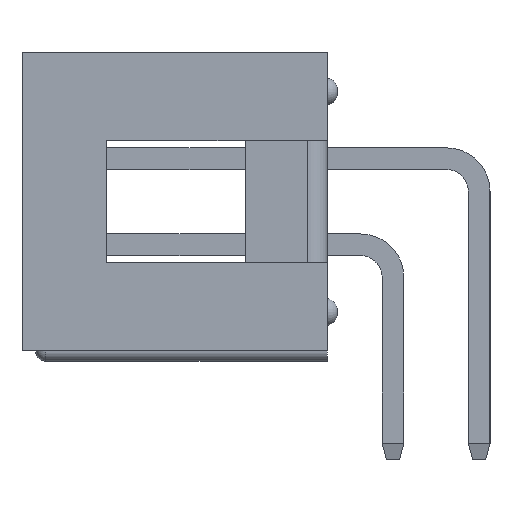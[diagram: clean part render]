
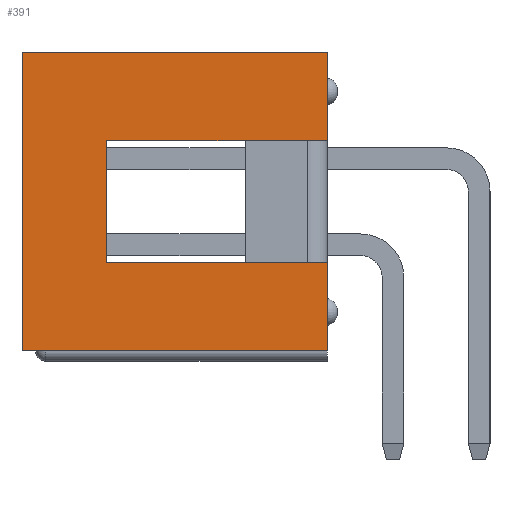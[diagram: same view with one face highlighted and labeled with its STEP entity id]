
A CAD part, left-side view. The second image highlights one B-rep face of the part: STEP entity #391.
In plain terms, the highlighted planar face has unit normal (-1, 0, 0).
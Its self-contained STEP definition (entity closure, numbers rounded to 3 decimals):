
#391=ADVANCED_FACE('',(#2455),#2457,.T.);
#2455=FACE_BOUND('',#2456,.T.);
#2456=EDGE_LOOP('',(#4128,#4129,#4130,#4131,#4132,#4133,#4134,#4135));
#2457=PLANE('',#2458);
#2458=AXIS2_PLACEMENT_3D('',#2459,#2460,#2461);
#2459=CARTESIAN_POINT('',(-5.22,5.67,0.3));
#2460=DIRECTION('',(-1.,0.,0.));
#2461=DIRECTION('',(0.,-1.,0.));
#4128=ORIENTED_EDGE('',*,*,#5178,.T.);
#4129=ORIENTED_EDGE('',*,*,#5179,.T.);
#4130=ORIENTED_EDGE('',*,*,#5180,.T.);
#4131=ORIENTED_EDGE('',*,*,#5181,.T.);
#4132=ORIENTED_EDGE('',*,*,#5160,.T.);
#4133=ORIENTED_EDGE('',*,*,#5176,.F.);
#4134=ORIENTED_EDGE('',*,*,#5182,.F.);
#4135=ORIENTED_EDGE('',*,*,#5183,.T.);
#5160=EDGE_CURVE('',#5692,#5690,#5693,.T.);
#5176=EDGE_CURVE('',#5721,#5690,#5723,.T.);
#5178=EDGE_CURVE('',#5725,#5726,#5727,.F.);
#5179=EDGE_CURVE('',#5726,#5728,#5729,.F.);
#5180=EDGE_CURVE('',#5728,#5730,#5731,.F.);
#5181=EDGE_CURVE('',#5730,#5692,#5732,.T.);
#5182=EDGE_CURVE('',#5733,#5721,#5734,.T.);
#5183=EDGE_CURVE('',#5733,#5725,#5735,.T.);
#5690=VERTEX_POINT('',#6552);
#5692=VERTEX_POINT('',#6556);
#5693=LINE('',#6557,#6558);
#5721=VERTEX_POINT('',#6615);
#5723=LINE('',#6619,#6620);
#5725=VERTEX_POINT('',#6625);
#5726=VERTEX_POINT('',#6626);
#5727=LINE('',#6627,#6628);
#5728=VERTEX_POINT('',#6630);
#5729=LINE('',#6631,#6632);
#5730=VERTEX_POINT('',#6634);
#5731=LINE('',#6635,#6636);
#5732=LINE('',#6638,#6639);
#5733=VERTEX_POINT('',#6641);
#5734=LINE('',#6642,#6643);
#5735=LINE('',#6645,#6646);
#6552=CARTESIAN_POINT('',(-5.22,-3.13,9.3));
#6556=CARTESIAN_POINT('',(-5.22,-3.13,0.3));
#6557=CARTESIAN_POINT('',(-5.22,-3.13,0.3));
#6558=VECTOR('',#6559,1.);
#6559=DIRECTION('',(0.,0.,1.));
#6615=CARTESIAN_POINT('',(-5.22,5.67,9.3));
#6619=CARTESIAN_POINT('',(-5.22,5.67,9.3));
#6620=VECTOR('',#6621,1.);
#6621=DIRECTION('',(0.,-1.,0.));
#6625=CARTESIAN_POINT('',(-5.22,3.07,0.3));
#6626=CARTESIAN_POINT('',(-5.22,3.07,6.8));
#6627=CARTESIAN_POINT('',(-5.22,3.07,6.8));
#6628=VECTOR('',#6629,1.);
#6629=DIRECTION('',(0.,0.,-1.));
#6630=CARTESIAN_POINT('',(-5.22,-0.53,6.8));
#6631=CARTESIAN_POINT('',(-5.22,-0.53,6.8));
#6632=VECTOR('',#6633,1.);
#6633=DIRECTION('',(0.,1.,0.));
#6634=CARTESIAN_POINT('',(-5.22,-0.53,0.3));
#6635=CARTESIAN_POINT('',(-5.22,-0.53,0.3));
#6636=VECTOR('',#6637,1.);
#6637=DIRECTION('',(0.,0.,1.));
#6638=CARTESIAN_POINT('',(-5.22,-0.53,0.3));
#6639=VECTOR('',#6640,1.);
#6640=DIRECTION('',(0.,-1.,0.));
#6641=CARTESIAN_POINT('',(-5.22,5.67,0.3));
#6642=CARTESIAN_POINT('',(-5.22,5.67,0.3));
#6643=VECTOR('',#6644,1.);
#6644=DIRECTION('',(0.,0.,1.));
#6645=CARTESIAN_POINT('',(-5.22,5.67,0.3));
#6646=VECTOR('',#6647,1.);
#6647=DIRECTION('',(0.,-1.,0.));
